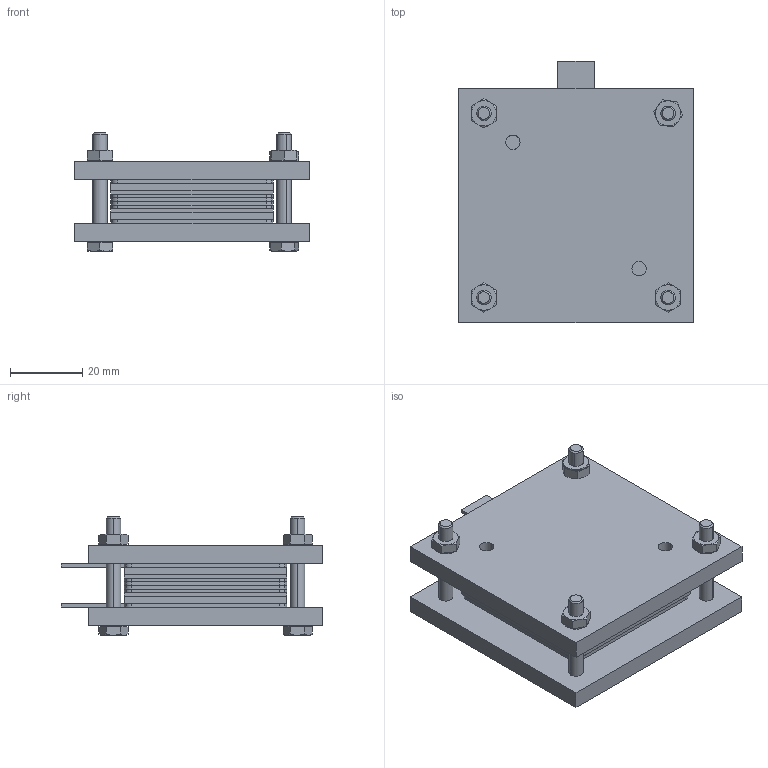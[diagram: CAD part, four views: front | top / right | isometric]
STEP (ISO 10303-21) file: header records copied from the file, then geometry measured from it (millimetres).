
FILE_DESCRIPTION (( 'STEP AP214' ), '1' );
FILE_NAME ('Lab2a.STEP', '2023-09-18T09:33:51', ( '' ), ( '' ), 'SwSTEP 2.0', 'SolidWorks 2021', '' );
FILE_SCHEMA (( 'AUTOMOTIVE_DESIGN' ));
Length unit declared in the file: millimetre
Products named in the file (10): graphit shift.ipt; Lab2a; graphit paper lab2; hex nut style 1 gradeab_iso_ISO - 4032 - M4 - W - N; hex bolt gradeab_iso_ISO 4014 - M4 x 30 x 14-N; copper; silicon chia dong ngang lab2; silicon 20 copper; silicon 25; end_plate
Assembly tree (22 placements, depth 2):
  Lab2a
    end_plate  x2
    silicon 20 copper  x2
    copper  x2
    graphit shift.ipt  x2
    graphit paper lab2  x2
    silicon 25  x2
    silicon chia dong ngang lab2  x2
    hex bolt gradeab_iso_ISO 4014 - M4 x 30 x 14-N  x4
    hex nut style 1 gradeab_iso_ISO - 4032 - M4 - W - N  x4
Bounding box: 65 x 72.5 x 32.8 mm (x, y, z)
Volume: 65059.7 mm3; surface area: 60461.3 mm2
Topology: 22 solids, 22 shells, 482 faces, 1150 edges, 716 vertices
Faces by surface type: plane 252, cylinder 150, cone 72, torus 8
Entity records: 6035 total; most frequent: CARTESIAN_POINT 1050, DIRECTION 999, ORIENTED_EDGE 902, EDGE_CURVE 451, AXIS2_PLACEMENT_3D 365, VERTEX_POINT 288, VECTOR 269, LINE 269
